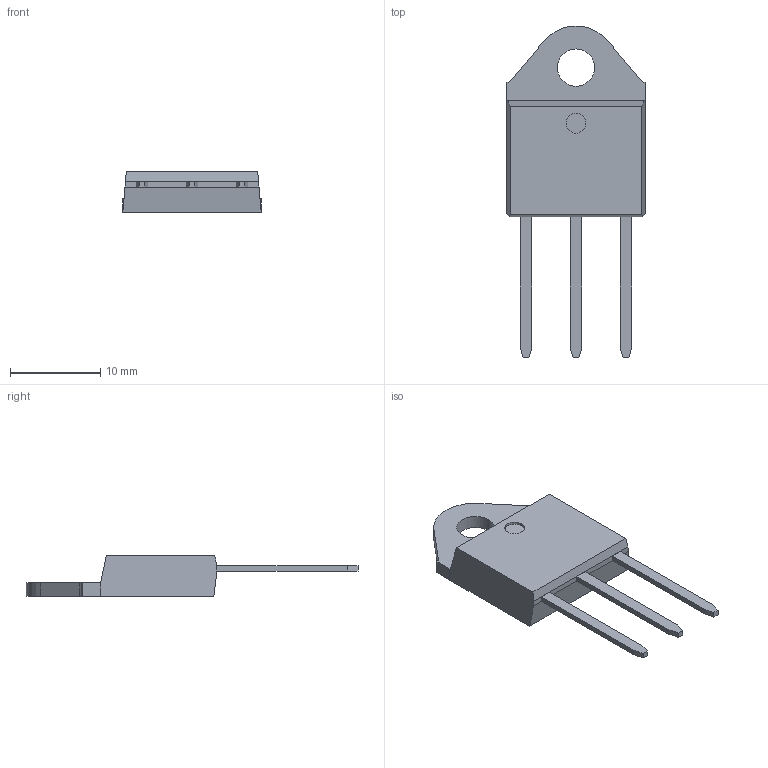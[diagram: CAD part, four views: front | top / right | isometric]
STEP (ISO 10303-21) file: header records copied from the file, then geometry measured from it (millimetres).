
FILE_DESCRIPTION (( 'STEP AP214' ), '1' );
FILE_NAME ('TPDV1225RG.STEP', '2023-12-14T22:06:56', ( '' ), ( '' ), 'SwSTEP 2.0', 'SolidWorks 2021', '' );
FILE_SCHEMA (( 'AUTOMOTIVE_DESIGN' ));
Length unit declared in the file: millimetre
Products named in the file (1): TPDV1225RG
Bounding box: 15.3 x 36.7 x 4.5 mm (x, y, z)
Volume: 986.8 mm3; surface area: 1178.5 mm2
Topology: 5 solids, 5 shells, 57 faces, 136 edges, 90 vertices
Faces by surface type: plane 50, cylinder 7
Entity records: 1702 total; most frequent: CARTESIAN_POINT 284, ORIENTED_EDGE 272, DIRECTION 266, EDGE_CURVE 136, LINE 122, VECTOR 122, VERTEX_POINT 90, AXIS2_PLACEMENT_3D 72
